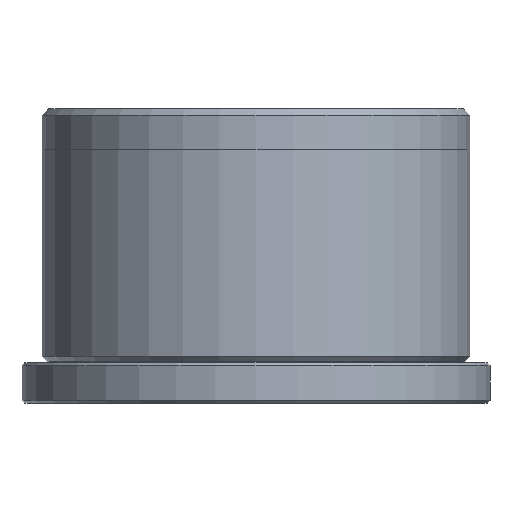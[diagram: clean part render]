
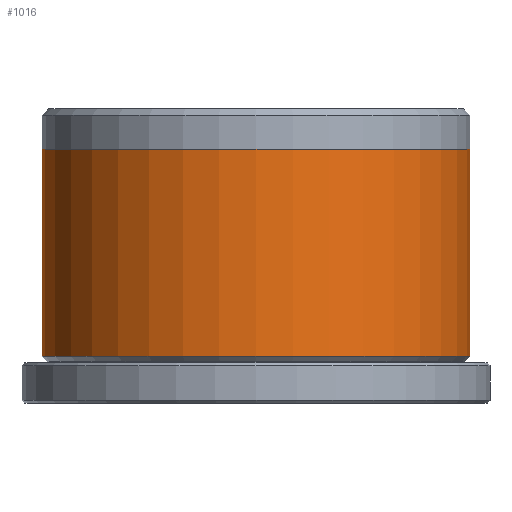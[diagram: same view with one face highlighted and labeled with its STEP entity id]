
A CAD part, front view. The second image highlights one B-rep face of the part: STEP entity #1016.
In plain terms, the highlighted cylindrical face has radius 16 mm (diameter 32 mm), a partial arc.
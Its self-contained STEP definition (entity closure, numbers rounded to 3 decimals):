
#4 = DIRECTION ( 'NONE',  ( -1., 0., 0. ) ) ;
#40 = VECTOR ( 'NONE', #910, 1000. ) ;
#52 = EDGE_CURVE ( 'NONE', #671, #408, #743, .T. ) ;
#64 = CARTESIAN_POINT ( 'NONE',  ( 16., 0., 22. ) ) ;
#82 = EDGE_CURVE ( 'NONE', #355, #307, #1081, .T. ) ;
#115 = EDGE_CURVE ( 'NONE', #355, #671, #660, .T. ) ;
#135 = EDGE_CURVE ( 'NONE', #408, #307, #974, .T. ) ;
#307 = VERTEX_POINT ( 'NONE', #718 ) ;
#310 = CARTESIAN_POINT ( 'NONE',  ( -16., 0., 19. ) ) ;
#328 = VECTOR ( 'NONE', #1209, 1000. ) ;
#355 = VERTEX_POINT ( 'NONE', #310 ) ;
#408 = VERTEX_POINT ( 'NONE', #895 ) ;
#416 = AXIS2_PLACEMENT_3D ( 'NONE', #790, #1785, #934 ) ;
#489 = CARTESIAN_POINT ( 'NONE',  ( 0., 0., 22. ) ) ;
#498 = ORIENTED_EDGE ( 'NONE', *, *, #115, .F. ) ;
#548 = CYLINDRICAL_SURFACE ( 'NONE', #1264, 16. ) ;
#619 = AXIS2_PLACEMENT_3D ( 'NONE', #1692, #841, #4 ) ;
#631 = DIRECTION ( 'NONE',  ( 0., 0., -1. ) ) ;
#660 = CIRCLE ( 'NONE', #416, 16. ) ;
#671 = VERTEX_POINT ( 'NONE', #966 ) ;
#718 = CARTESIAN_POINT ( 'NONE',  ( -16., 0., 3.5 ) ) ;
#743 = LINE ( 'NONE', #64, #40 ) ;
#765 = CARTESIAN_POINT ( 'NONE',  ( -16., 0., 22. ) ) ;
#790 = CARTESIAN_POINT ( 'NONE',  ( 0., 0., 19. ) ) ;
#841 = DIRECTION ( 'NONE',  ( 0., 0., -1. ) ) ;
#895 = CARTESIAN_POINT ( 'NONE',  ( 16., 0., 3.5 ) ) ;
#909 = ORIENTED_EDGE ( 'NONE', *, *, #135, .F. ) ;
#910 = DIRECTION ( 'NONE',  ( 0., 0., -1. ) ) ;
#934 = DIRECTION ( 'NONE',  ( 1., 0., 0. ) ) ;
#966 = CARTESIAN_POINT ( 'NONE',  ( 16., 0., 19. ) ) ;
#974 = CIRCLE ( 'NONE', #619, 16. ) ;
#1016 = ADVANCED_FACE ( 'NONE', ( #1349 ), #548, .T. ) ;
#1044 = DIRECTION ( 'NONE',  ( -1., 0., 0. ) ) ;
#1081 = LINE ( 'NONE', #765, #328 ) ;
#1144 = EDGE_LOOP ( 'NONE', ( #1724, #498, #1241, #909 ) ) ;
#1209 = DIRECTION ( 'NONE',  ( 0., 0., -1. ) ) ;
#1241 = ORIENTED_EDGE ( 'NONE', *, *, #82, .T. ) ;
#1264 = AXIS2_PLACEMENT_3D ( 'NONE', #489, #631, #1044 ) ;
#1349 = FACE_OUTER_BOUND ( 'NONE', #1144, .T. ) ;
#1692 = CARTESIAN_POINT ( 'NONE',  ( 0., 0., 3.5 ) ) ;
#1724 = ORIENTED_EDGE ( 'NONE', *, *, #52, .F. ) ;
#1785 = DIRECTION ( 'NONE',  ( 0., 0., 1. ) ) ;
